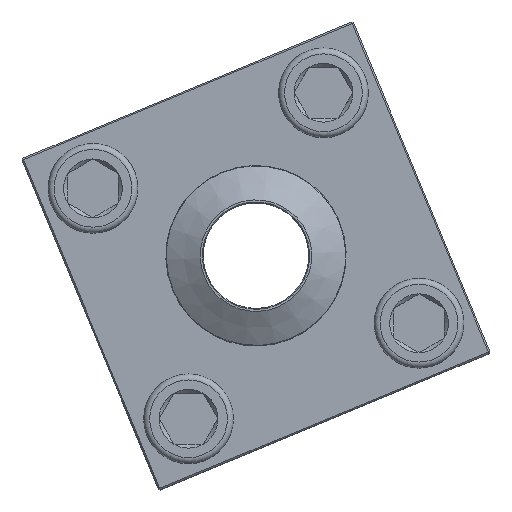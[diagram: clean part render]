
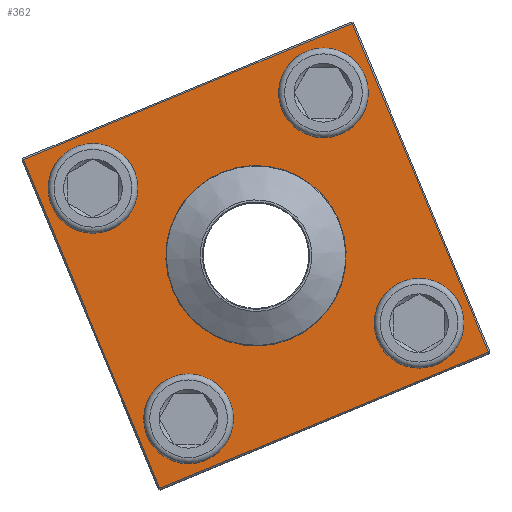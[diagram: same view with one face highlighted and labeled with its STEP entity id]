
A CAD part, top view. The second image highlights one B-rep face of the part: STEP entity #362.
In plain terms, the highlighted face is planar.
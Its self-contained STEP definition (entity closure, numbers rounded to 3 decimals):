
#147=LINE('',#1812,#207);
#148=LINE('',#1815,#208);
#149=LINE('',#1817,#209);
#150=LINE('',#1819,#210);
#207=VECTOR('',#1465,1.);
#208=VECTOR('',#1466,1.);
#209=VECTOR('',#1467,1.);
#210=VECTOR('',#1468,1.);
#362=ADVANCED_FACE('',(#493,#494,#495,#496,#497,#498),#416,.T.);
#416=PLANE('',#1212);
#493=FACE_BOUND('',#600,.T.);
#494=FACE_BOUND('',#601,.T.);
#495=FACE_BOUND('',#602,.T.);
#496=FACE_BOUND('',#603,.T.);
#497=FACE_BOUND('',#604,.T.);
#498=FACE_BOUND('',#605,.T.);
#600=EDGE_LOOP('',(#775));
#601=EDGE_LOOP('',(#776));
#602=EDGE_LOOP('',(#777));
#603=EDGE_LOOP('',(#778));
#604=EDGE_LOOP('',(#779,#780,#781,#782));
#605=EDGE_LOOP('',(#783));
#775=ORIENTED_EDGE('',*,*,#1037,.T.);
#776=ORIENTED_EDGE('',*,*,#1038,.T.);
#777=ORIENTED_EDGE('',*,*,#1039,.T.);
#778=ORIENTED_EDGE('',*,*,#1040,.T.);
#779=ORIENTED_EDGE('',*,*,#1041,.T.);
#780=ORIENTED_EDGE('',*,*,#1042,.T.);
#781=ORIENTED_EDGE('',*,*,#1043,.T.);
#782=ORIENTED_EDGE('',*,*,#1044,.T.);
#783=ORIENTED_EDGE('',*,*,#995,.F.);
#903=VERTEX_POINT('',#1699);
#945=VERTEX_POINT('',#1805);
#946=VERTEX_POINT('',#1807);
#947=VERTEX_POINT('',#1809);
#948=VERTEX_POINT('',#1811);
#949=VERTEX_POINT('',#1813);
#950=VERTEX_POINT('',#1814);
#951=VERTEX_POINT('',#1816);
#952=VERTEX_POINT('',#1818);
#995=EDGE_CURVE('',#903,#903,#1092,.T.);
#1037=EDGE_CURVE('',#945,#945,#1114,.T.);
#1038=EDGE_CURVE('',#946,#946,#1115,.T.);
#1039=EDGE_CURVE('',#947,#947,#1116,.T.);
#1040=EDGE_CURVE('',#948,#948,#1117,.T.);
#1041=EDGE_CURVE('',#949,#950,#147,.T.);
#1042=EDGE_CURVE('',#950,#951,#148,.T.);
#1043=EDGE_CURVE('',#951,#952,#149,.T.);
#1044=EDGE_CURVE('',#952,#949,#150,.T.);
#1092=CIRCLE('',#1164,30.15);
#1114=CIRCLE('',#1208,11.);
#1115=CIRCLE('',#1209,11.);
#1116=CIRCLE('',#1210,11.);
#1117=CIRCLE('',#1211,11.);
#1164=AXIS2_PLACEMENT_3D('',#1698,#1349,#1350);
#1208=AXIS2_PLACEMENT_3D('',#1804,#1457,#1458);
#1209=AXIS2_PLACEMENT_3D('',#1806,#1459,#1460);
#1210=AXIS2_PLACEMENT_3D('',#1808,#1461,#1462);
#1211=AXIS2_PLACEMENT_3D('',#1810,#1463,#1464);
#1212=AXIS2_PLACEMENT_3D('',#1820,#1469,#1470);
#1349=DIRECTION('',(1.,0.,0.));
#1350=DIRECTION('',(0.,1.,0.));
#1457=DIRECTION('',(-1.,0.,0.));
#1458=DIRECTION('',(0.,0.,-1.));
#1459=DIRECTION('',(-1.,0.,0.));
#1460=DIRECTION('',(0.,0.,-1.));
#1461=DIRECTION('',(-1.,0.,0.));
#1462=DIRECTION('',(0.,0.,-1.));
#1463=DIRECTION('',(-1.,0.,0.));
#1464=DIRECTION('',(0.,0.,-1.));
#1465=DIRECTION('',(0.,0.,-1.));
#1466=DIRECTION('',(0.,1.,0.));
#1467=DIRECTION('',(0.,0.,1.));
#1468=DIRECTION('',(0.,-1.,0.));
#1469=DIRECTION('',(1.,0.,0.));
#1470=DIRECTION('',(0.,0.,-1.));
#1698=CARTESIAN_POINT('',(50.,0.,0.));
#1699=CARTESIAN_POINT('',(50.,30.15,0.));
#1804=CARTESIAN_POINT('',(50.,41.719,41.719));
#1805=CARTESIAN_POINT('',(50.,41.719,30.719));
#1806=CARTESIAN_POINT('',(50.,41.719,-41.719));
#1807=CARTESIAN_POINT('',(50.,41.719,-52.719));
#1808=CARTESIAN_POINT('',(50.,-41.719,41.719));
#1809=CARTESIAN_POINT('',(50.,-41.719,30.719));
#1810=CARTESIAN_POINT('',(50.,-41.719,-41.719));
#1811=CARTESIAN_POINT('',(50.,-41.719,-52.719));
#1812=CARTESIAN_POINT('',(50.,-59.5,-60.));
#1813=CARTESIAN_POINT('',(50.,-59.5,59.5));
#1814=CARTESIAN_POINT('',(50.,-59.5,-59.5));
#1815=CARTESIAN_POINT('',(50.,60.,-59.5));
#1816=CARTESIAN_POINT('',(50.,59.5,-59.5));
#1817=CARTESIAN_POINT('',(50.,59.5,60.));
#1818=CARTESIAN_POINT('',(50.,59.5,59.5));
#1819=CARTESIAN_POINT('',(50.,-60.,59.5));
#1820=CARTESIAN_POINT('',(50.,0.,0.));
